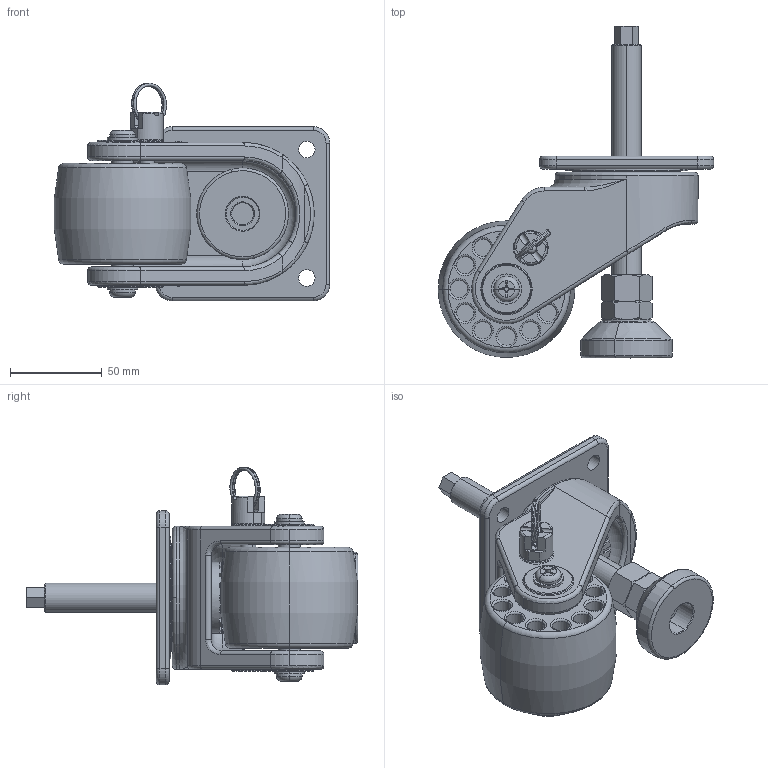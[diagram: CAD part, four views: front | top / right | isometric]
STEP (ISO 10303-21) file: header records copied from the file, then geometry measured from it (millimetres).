
FILE_DESCRIPTION (( 'STEP AP203' ), '1' );
FILE_NAME ('ALC-1000FB ASSY-R1.STEP', '2016-08-08T07:26:26', ( '' ), ( '' ), 'SwSTEP 2.0', 'SolidWorks 2016', '' );
FILE_SCHEMA (( 'CONFIG_CONTROL_DESIGN' ));
Length unit declared in the file: millimetre
Products named in the file (20): ring; ALC-1000F PIN BOLT; ASSEMBLY2; ALC-1000F STEEL BALL-白7.15; ALC-1000FB ASSY-R1; ALC-1000F RING-A; ALC-1000F CUP; ALC-1000F RING-B; ALC-1000FB BRAKE COVER; ALC-1000F STEEL BALL-白6.37; hexagon nut style 1 gradeab_ks_KS 1012 S1 - M16-D-N; ALC-1000F BOLT; ACM-1000FB WHEEL(NYLON6); ALC-1000F TOP PLATE; BRAKE BLOCK_M14xP1.25_档搁摹荐(陛魂夸没馆康); ALC-1000F FRAME; ALC-1000F NUT; new_PIN; ALC-1000F PIN; ALC-1000F WASHER
Assembly tree (54 placements, depth 3):
  ALC-1000FB ASSY-R1
    ALC-1000F FRAME
    ALC-1000F PIN
    ALC-1000F PIN BOLT
    ALC-1000F STEEL BALL-白7.15  x21
    ALC-1000F RING-A
    ALC-1000F RING-B
    ALC-1000F STEEL BALL-白6.37  x16
    ALC-1000F BOLT
    ALC-1000F TOP PLATE
    ALC-1000F NUT
    ALC-1000F WASHER
    ALC-1000F CUP
    ALC-1000FB BRAKE COVER
    hexagon nut style 1 gradeab_ks_KS 1012 S1 - M16-D-N
    ACM-1000FB WHEEL(NYLON6)
    ASSEMBLY2
      BRAKE BLOCK_M14xP1.25_档搁摹荐(陛魂夸没馆康)
      new_PIN
      ring
Bounding box: 150.2 x 181 x 118.78 mm (x, y, z)
Volume: 556266.6 mm3; surface area: 135240.7 mm2
Topology: 53 solids, 53 shells, 966 faces, 2426 edges, 1566 vertices
Faces by surface type: plane 370, cylinder 228, torus 129, bspline 107, sphere 74, cone 58
Entity records: 37457 total; most frequent: CARTESIAN_POINT 13446, DIRECTION 4370, ORIENTED_EDGE 4334, EDGE_CURVE 2167, AXIS2_PLACEMENT_3D 1656, VERTEX_POINT 1385, LINE 1058, VECTOR 1058
